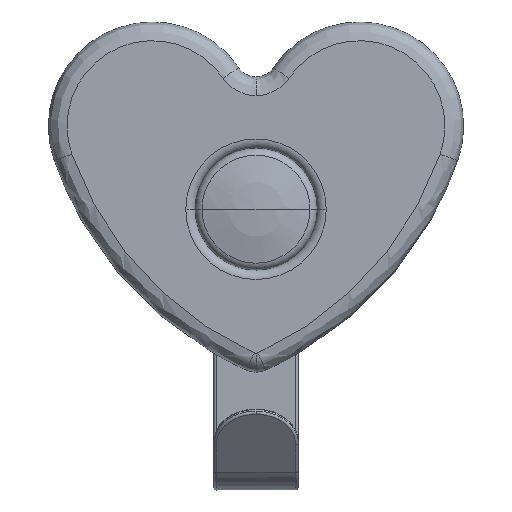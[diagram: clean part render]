
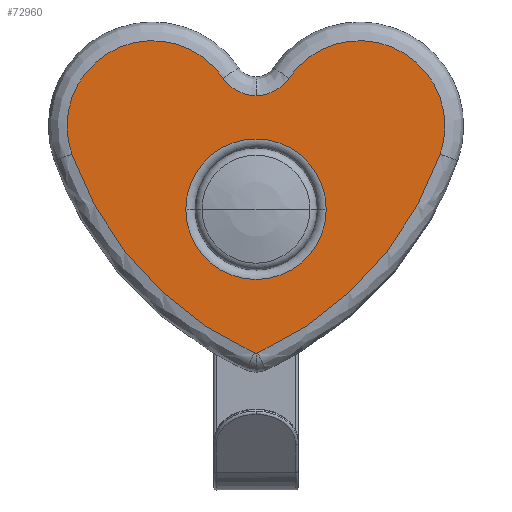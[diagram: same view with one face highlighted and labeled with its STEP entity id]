
A CAD part, top view. The second image highlights one B-rep face of the part: STEP entity #72960.
In plain terms, the highlighted face is planar.
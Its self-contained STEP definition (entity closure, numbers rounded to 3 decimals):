
#63130=CARTESIAN_POINT('',(0.,32.778,
0.));
#63140=DIRECTION('',(0.,0.,-1.));
#63150=DIRECTION('',(1.,0.,0.));
#63160=AXIS2_PLACEMENT_3D('',#63130,#63140,#63150);
#63170=CIRCLE('',#63160,8.5);
#63180=CARTESIAN_POINT('',(0.,24.278,
0.));
#63190=VERTEX_POINT('',#63180);
#63200=CARTESIAN_POINT('',(-7.033,28.005,
0.));
#63210=VERTEX_POINT('',#63200);
#63220=EDGE_CURVE('',#63190,#63210,#63170,.T.);
#71950=CARTESIAN_POINT('',(-22.121,17.766,
0.));
#71960=DIRECTION('',(0.,0.,-1.));
#71970=DIRECTION('',(-1.,0.,0.));
#71980=AXIS2_PLACEMENT_3D('',#71950,#71960,#71970);
#71990=CIRCLE('',#71980,18.234);
#72000=CARTESIAN_POINT('',(-39.329,11.733,
0.));
#72010=VERTEX_POINT('',#72000);
#72020=EDGE_CURVE('',#72010,#63210,#71990,.T.);
#72160=CARTESIAN_POINT('',(0.,0.,0.));
#72170=DIRECTION('',(0.,0.,1.));
#72180=DIRECTION('',(1.,0.,0.));
#72190=AXIS2_PLACEMENT_3D('',#72160,#72170,#72180);
#72200=PLANE('',#72190);
#72210=ORIENTED_EDGE('',*,*,#72020,.T.);
#72220=CARTESIAN_POINT('',(29.589,35.895,
0.));
#72230=DIRECTION('',(0.,0.,-1.));
#72240=DIRECTION('',(-1.,0.,0.));
#72250=AXIS2_PLACEMENT_3D('',#72220,#72230,#72240);
#72260=CIRCLE('',#72250,73.03);
#72270=CARTESIAN_POINT('',(-0.411,-30.689,
0.));
#72280=VERTEX_POINT('',#72270);
#72290=EDGE_CURVE('',#72280,#72010,#72260,.T.);
#72300=ORIENTED_EDGE('',*,*,#72290,.T.);
#72310=CARTESIAN_POINT('',(0.,-29.777,0.));
#72320=DIRECTION('',(0.,0.,1.));
#72330=DIRECTION('',(1.,0.,0.));
#72340=AXIS2_PLACEMENT_3D('',#72310,#72320,#72330);
#72350=CIRCLE('',#72340,1.);
#72360=CARTESIAN_POINT('',(0.,-30.777,
0.));
#72370=VERTEX_POINT('',#72360);
#72380=EDGE_CURVE('',#72280,#72370,#72350,.T.);
#72390=ORIENTED_EDGE('',*,*,#72380,.F.);
#72400=CARTESIAN_POINT('',(0.,-29.777,0.));
#72410=DIRECTION('',(0.,0.,-1.));
#72420=DIRECTION('',(-1.,0.,0.));
#72430=AXIS2_PLACEMENT_3D('',#72400,#72410,#72420);
#72440=CIRCLE('',#72430,1.);
#72450=CARTESIAN_POINT('',(0.411,-30.689,
0.));
#72460=VERTEX_POINT('',#72450);
#72470=EDGE_CURVE('',#72460,#72370,#72440,.T.);
#72480=ORIENTED_EDGE('',*,*,#72470,.T.);
#72490=CARTESIAN_POINT('',(-29.589,35.895,
0.));
#72500=DIRECTION('',(0.,0.,1.));
#72510=DIRECTION('',(1.,0.,0.));
#72520=AXIS2_PLACEMENT_3D('',#72490,#72500,#72510);
#72530=CIRCLE('',#72520,73.03);
#72540=CARTESIAN_POINT('',(39.329,11.733,
0.));
#72550=VERTEX_POINT('',#72540);
#72560=EDGE_CURVE('',#72460,#72550,#72530,.T.);
#72570=ORIENTED_EDGE('',*,*,#72560,.F.);
#72580=CARTESIAN_POINT('',(22.121,17.766,
0.));
#72590=DIRECTION('',(0.,0.,1.));
#72600=DIRECTION('',(1.,0.,0.));
#72610=AXIS2_PLACEMENT_3D('',#72580,#72590,#72600);
#72620=CIRCLE('',#72610,18.234);
#72630=CARTESIAN_POINT('',(7.033,28.005,
0.));
#72640=VERTEX_POINT('',#72630);
#72650=EDGE_CURVE('',#72550,#72640,#72620,.T.);
#72660=ORIENTED_EDGE('',*,*,#72650,.F.);
#72670=CARTESIAN_POINT('',(0.,32.778,
0.));
#72680=DIRECTION('',(0.,0.,1.));
#72690=DIRECTION('',(-1.,0.,0.));
#72700=AXIS2_PLACEMENT_3D('',#72670,#72680,#72690);
#72710=CIRCLE('',#72700,8.5);
#72720=EDGE_CURVE('',#63190,#72640,#72710,.T.);
#72730=ORIENTED_EDGE('',*,*,#72720,.T.);
#72740=ORIENTED_EDGE('',*,*,#63220,.F.);
#72750=EDGE_LOOP('',(#72740,#72730,#72660,#72570,#72480,#72390,#72300,
#72210));
#72760=FACE_OUTER_BOUND('',#72750,.T.);
#72770=CARTESIAN_POINT('',(0.,0.,0.));
#72780=DIRECTION('',(0.,0.,1.));
#72790=DIRECTION('',(1.,0.,0.));
#72800=AXIS2_PLACEMENT_3D('',#72770,#72780,#72790);
#72810=CIRCLE('',#72800,15.);
#72820=CARTESIAN_POINT('',(-15.,0.,0.));
#72830=VERTEX_POINT('',#72820);
#72840=CARTESIAN_POINT('',(15.,0.,0.));
#72850=VERTEX_POINT('',#72840);
#72860=EDGE_CURVE('',#72830,#72850,#72810,.T.);
#72870=ORIENTED_EDGE('',*,*,#72860,.T.);
#72880=CARTESIAN_POINT('',(0.,15.,0.));
#72890=VERTEX_POINT('',#72880);
#72900=EDGE_CURVE('',#72890,#72830,#72810,.T.);
#72910=ORIENTED_EDGE('',*,*,#72900,.T.);
#72920=EDGE_CURVE('',#72850,#72890,#72810,.T.);
#72930=ORIENTED_EDGE('',*,*,#72920,.T.);
#72940=EDGE_LOOP('',(#72930,#72910,#72870));
#72950=FACE_BOUND('',#72940,.T.);
#72960=ADVANCED_FACE('',(#72760,#72950),#72200,.F.);
